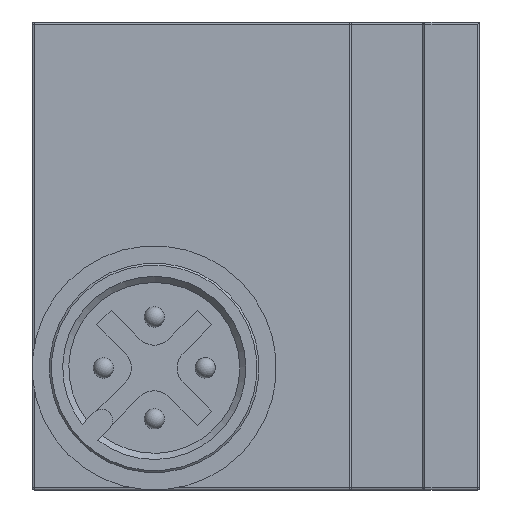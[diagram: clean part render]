
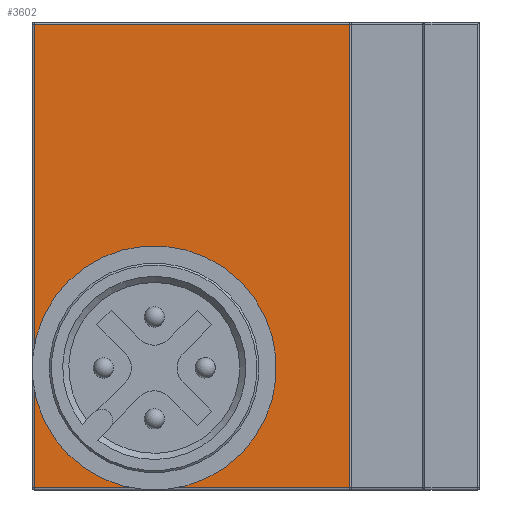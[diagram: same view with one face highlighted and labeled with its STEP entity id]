
A CAD part, left-side view. The second image highlights one B-rep face of the part: STEP entity #3602.
In plain terms, the highlighted planar face has unit normal (-1, 0, 0).
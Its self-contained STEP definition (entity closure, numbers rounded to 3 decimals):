
#922=CARTESIAN_POINT('',(0.,12.358,2.358));
#923=VERTEX_POINT('',#922);
#924=CARTESIAN_POINT('',(0.,16.,6.));
#925=DIRECTION('',(1.0,0.,0.));
#926=DIRECTION('',(0.,0.707,0.707));
#927=AXIS2_PLACEMENT_3D('',#924,#925,#926);
#928=CIRCLE('',#927,5.15);
#929=EDGE_CURVE('',#923,#923,#928,.T.);
#2559=CARTESIAN_POINT('',(0.,6.4,22.9));
#2560=VERTEX_POINT('',#2559);
#2638=CARTESIAN_POINT('',(0.,21.9,22.9));
#2639=VERTEX_POINT('',#2638);
#2664=CARTESIAN_POINT('',(0.,6.4,0.1));
#2665=VERTEX_POINT('',#2664);
#2765=CARTESIAN_POINT('',(0.,21.9,0.1));
#2766=VERTEX_POINT('',#2765);
#2888=CARTESIAN_POINT('',(0.,6.4,0.1));
#2889=DIRECTION('',(0.0,1.0,0.0));
#2890=VECTOR('',#2889,15.5);
#2891=LINE('',#2888,#2890);
#2892=EDGE_CURVE('',#2665,#2766,#2891,.T.);
#2912=CARTESIAN_POINT('',(0.,21.9,0.1));
#2913=DIRECTION('',(0.0,0.0,1.0));
#2914=VECTOR('',#2913,22.8);
#2915=LINE('',#2912,#2914);
#2916=EDGE_CURVE('',#2766,#2639,#2915,.T.);
#3042=CARTESIAN_POINT('',(0.,6.4,22.9));
#3043=DIRECTION('',(0.0,0.0,-1.0));
#3044=VECTOR('',#3043,22.8);
#3045=LINE('',#3042,#3044);
#3046=EDGE_CURVE('',#2560,#2665,#3045,.T.);
#3064=CARTESIAN_POINT('',(0.,21.9,22.9));
#3065=DIRECTION('',(0.0,-1.0,0.0));
#3066=VECTOR('',#3065,15.5);
#3067=LINE('',#3064,#3066);
#3068=EDGE_CURVE('',#2639,#2560,#3067,.T.);
#3588=CARTESIAN_POINT('',(0.,6.3,0.0));
#3589=DIRECTION('',(-1.0,0.0,0.0));
#3590=DIRECTION('',(0.0,0.0,1.0));
#3591=AXIS2_PLACEMENT_3D('',#3588,#3589,#3590);
#3592=PLANE('',#3591);
#3593=ORIENTED_EDGE('',*,*,#2892,.F.);
#3594=ORIENTED_EDGE('',*,*,#3046,.F.);
#3595=ORIENTED_EDGE('',*,*,#3068,.F.);
#3596=ORIENTED_EDGE('',*,*,#2916,.F.);
#3597=EDGE_LOOP('',(#3593,#3594,#3595,#3596));
#3598=FACE_OUTER_BOUND('',#3597,.T.);
#3599=ORIENTED_EDGE('',*,*,#929,.T.);
#3600=EDGE_LOOP('',(#3599));
#3601=FACE_BOUND('',#3600,.T.);
#3602=ADVANCED_FACE('',(#3598,#3601),#3592,.T.);
